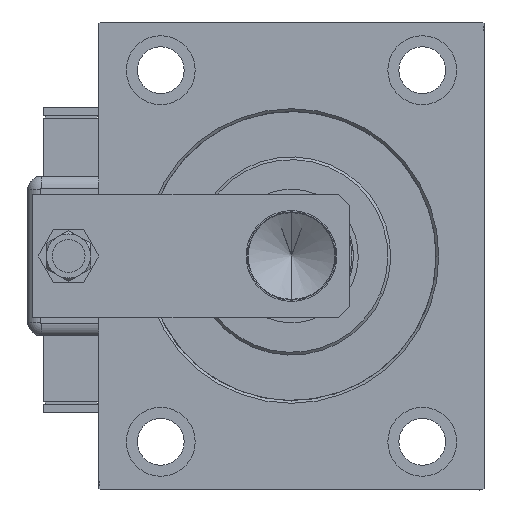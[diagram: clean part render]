
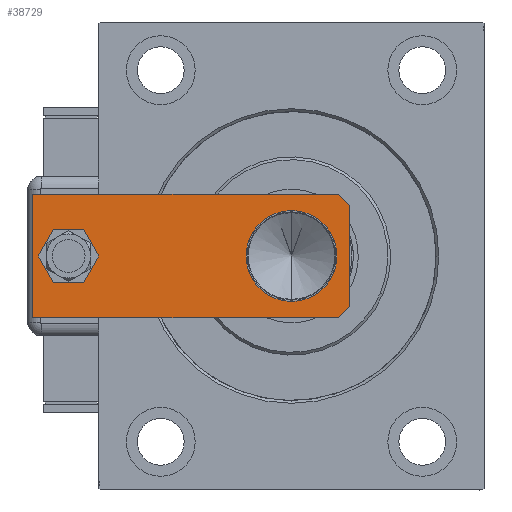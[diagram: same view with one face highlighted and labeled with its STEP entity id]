
A CAD part, left-side view. The second image highlights one B-rep face of the part: STEP entity #38729.
In plain terms, the highlighted face is planar.
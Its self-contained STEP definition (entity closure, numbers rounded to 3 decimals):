
#493 = LINE ( 'NONE', #32318, #5649 ) ;
#1756 = VECTOR ( 'NONE', #34905, 1000. ) ;
#2500 = LINE ( 'NONE', #58501, #1756 ) ;
#4982 = CARTESIAN_POINT ( 'NONE',  ( -22.5, 115., 0. ) ) ;
#5556 = LINE ( 'NONE', #27990, #8093 ) ;
#5649 = VECTOR ( 'NONE', #14156, 1000. ) ;
#5667 = VERTEX_POINT ( 'NONE', #50230 ) ;
#6137 = CARTESIAN_POINT ( 'NONE',  ( 0., 102., 0. ) ) ;
#7653 = LINE ( 'NONE', #59412, #45091 ) ;
#7885 = EDGE_CURVE ( 'NONE', #20294, #8609, #7653, .T. ) ;
#8093 = VECTOR ( 'NONE', #32825, 1000. ) ;
#8135 = CARTESIAN_POINT ( 'NONE',  ( 7., 102., 0. ) ) ;
#8137 = ORIENTED_EDGE ( 'NONE', *, *, #16952, .T. ) ;
#8477 = CIRCLE ( 'NONE', #28810, 16.5 ) ;
#8609 = VERTEX_POINT ( 'NONE', #4982 ) ;
#8998 = VERTEX_POINT ( 'NONE', #35780 ) ;
#9824 = CIRCLE ( 'NONE', #51342, 16.5 ) ;
#11630 = EDGE_CURVE ( 'NONE', #49223, #5667, #8477, .T. ) ;
#12632 = CARTESIAN_POINT ( 'NONE',  ( 0., 0., 0. ) ) ;
#13355 = DIRECTION ( 'NONE',  ( 0., 0., 1. ) ) ;
#14156 = DIRECTION ( 'NONE',  ( -0.707, 0.707, 0. ) ) ;
#14310 = DIRECTION ( 'NONE',  ( 0., 0., 1. ) ) ;
#16952 = EDGE_CURVE ( 'NONE', #44494, #52895, #493, .T. ) ;
#17025 = CIRCLE ( 'NONE', #21868, 7. ) ;
#17623 = CARTESIAN_POINT ( 'NONE',  ( 22.5, 4., 0. ) ) ;
#17780 = PLANE ( 'NONE',  #45791 ) ;
#17802 = DIRECTION ( 'NONE',  ( -0.707, -0.707, 0. ) ) ;
#18384 = FACE_BOUND ( 'NONE', #38071, .T. ) ;
#19511 = CARTESIAN_POINT ( 'NONE',  ( 18.5, 0., 0. ) ) ;
#19796 = DIRECTION ( 'NONE',  ( 0., 0., 1. ) ) ;
#19813 = EDGE_CURVE ( 'NONE', #36063, #8998, #58928, .T. ) ;
#19920 = DIRECTION ( 'NONE',  ( 1., 0., 0. ) ) ;
#19962 = EDGE_CURVE ( 'NONE', #37146, #20294, #32397, .T. ) ;
#20294 = VERTEX_POINT ( 'NONE', #44738 ) ;
#21411 = ORIENTED_EDGE ( 'NONE', *, *, #19813, .T. ) ;
#21868 = AXIS2_PLACEMENT_3D ( 'NONE', #28184, #13355, #45731 ) ;
#24225 = CARTESIAN_POINT ( 'NONE',  ( -18.5, 0., 0. ) ) ;
#27146 = ORIENTED_EDGE ( 'NONE', *, *, #39400, .F. ) ;
#27281 = ORIENTED_EDGE ( 'NONE', *, *, #11630, .T. ) ;
#27990 = CARTESIAN_POINT ( 'NONE',  ( -22.5, 0., 0. ) ) ;
#28005 = EDGE_LOOP ( 'NONE', ( #42725, #21411 ) ) ;
#28184 = CARTESIAN_POINT ( 'NONE',  ( 0., 102., 0. ) ) ;
#28810 = AXIS2_PLACEMENT_3D ( 'NONE', #42021, #55939, #19920 ) ;
#28877 = DIRECTION ( 'NONE',  ( 1., 0., 0. ) ) ;
#29128 = CARTESIAN_POINT ( 'NONE',  ( 0., 21., 0. ) ) ;
#29656 = EDGE_CURVE ( 'NONE', #37146, #55951, #41090, .T. ) ;
#32318 = CARTESIAN_POINT ( 'NONE',  ( -18.5, 0., 0. ) ) ;
#32358 = ORIENTED_EDGE ( 'NONE', *, *, #7885, .F. ) ;
#32397 = LINE ( 'NONE', #50844, #49252 ) ;
#32825 = DIRECTION ( 'NONE',  ( 1., 0., 0. ) ) ;
#32850 = AXIS2_PLACEMENT_3D ( 'NONE', #6137, #19796, #28877 ) ;
#34656 = EDGE_LOOP ( 'NONE', ( #27146, #8137, #53635, #32358, #59085, #45964 ) ) ;
#34905 = DIRECTION ( 'NONE',  ( 0., -1., 0. ) ) ;
#35780 = CARTESIAN_POINT ( 'NONE',  ( -7., 102., 0. ) ) ;
#36063 = VERTEX_POINT ( 'NONE', #8135 ) ;
#36245 = DIRECTION ( 'NONE',  ( 0., 0., 1. ) ) ;
#36420 = DIRECTION ( 'NONE',  ( -1., 0., 0. ) ) ;
#37146 = VERTEX_POINT ( 'NONE', #17623 ) ;
#38071 = EDGE_LOOP ( 'NONE', ( #27281, #44839 ) ) ;
#38214 = DIRECTION ( 'NONE',  ( 1., 0., 0. ) ) ;
#38729 = ADVANCED_FACE ( 'NONE', ( #59233, #41073, #18384 ), #17780, .F. ) ;
#39400 = EDGE_CURVE ( 'NONE', #44494, #55951, #5556, .T. ) ;
#41073 = FACE_BOUND ( 'NONE', #28005, .T. ) ;
#41090 = LINE ( 'NONE', #50770, #55249 ) ;
#41396 = CARTESIAN_POINT ( 'NONE',  ( -22.5, 4., 0. ) ) ;
#42021 = CARTESIAN_POINT ( 'NONE',  ( 0., 21., 0. ) ) ;
#42725 = ORIENTED_EDGE ( 'NONE', *, *, #44323, .T. ) ;
#44314 = CARTESIAN_POINT ( 'NONE',  ( -16.5, 21., 0. ) ) ;
#44323 = EDGE_CURVE ( 'NONE', #8998, #36063, #17025, .T. ) ;
#44494 = VERTEX_POINT ( 'NONE', #24225 ) ;
#44738 = CARTESIAN_POINT ( 'NONE',  ( 22.5, 115., 0. ) ) ;
#44839 = ORIENTED_EDGE ( 'NONE', *, *, #48230, .T. ) ;
#45091 = VECTOR ( 'NONE', #36420, 1000. ) ;
#45731 = DIRECTION ( 'NONE',  ( 1., 0., 0. ) ) ;
#45791 = AXIS2_PLACEMENT_3D ( 'NONE', #12632, #36245, #46216 ) ;
#45964 = ORIENTED_EDGE ( 'NONE', *, *, #29656, .T. ) ;
#46216 = DIRECTION ( 'NONE',  ( 1., 0., 0. ) ) ;
#47262 = EDGE_CURVE ( 'NONE', #8609, #52895, #2500, .T. ) ;
#48230 = EDGE_CURVE ( 'NONE', #5667, #49223, #9824, .T. ) ;
#49223 = VERTEX_POINT ( 'NONE', #44314 ) ;
#49252 = VECTOR ( 'NONE', #59029, 1000. ) ;
#50230 = CARTESIAN_POINT ( 'NONE',  ( 16.5, 21., 0. ) ) ;
#50770 = CARTESIAN_POINT ( 'NONE',  ( 22.5, 4., 0. ) ) ;
#50844 = CARTESIAN_POINT ( 'NONE',  ( 22.5, 0., 0. ) ) ;
#51342 = AXIS2_PLACEMENT_3D ( 'NONE', #29128, #14310, #38214 ) ;
#52895 = VERTEX_POINT ( 'NONE', #41396 ) ;
#53635 = ORIENTED_EDGE ( 'NONE', *, *, #47262, .F. ) ;
#55249 = VECTOR ( 'NONE', #17802, 1000. ) ;
#55939 = DIRECTION ( 'NONE',  ( 0., 0., 1. ) ) ;
#55951 = VERTEX_POINT ( 'NONE', #19511 ) ;
#58501 = CARTESIAN_POINT ( 'NONE',  ( -22.5, 115., 0. ) ) ;
#58928 = CIRCLE ( 'NONE', #32850, 7. ) ;
#59029 = DIRECTION ( 'NONE',  ( 0., 1., 0. ) ) ;
#59085 = ORIENTED_EDGE ( 'NONE', *, *, #19962, .F. ) ;
#59233 = FACE_OUTER_BOUND ( 'NONE', #34656, .T. ) ;
#59412 = CARTESIAN_POINT ( 'NONE',  ( 22.5, 115., 0. ) ) ;
